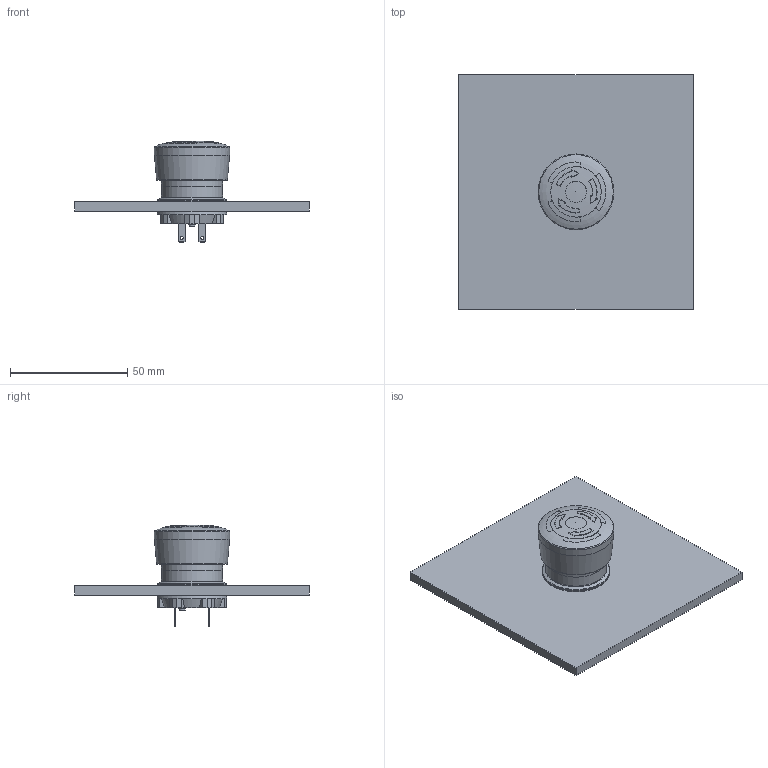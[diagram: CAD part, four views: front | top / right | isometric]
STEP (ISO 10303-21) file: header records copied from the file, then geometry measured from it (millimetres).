
FILE_DESCRIPTION(/* description */ ('Unknown'),/* implementation_level */ '2;1');
FILE_NAME(/* name */ '84-5230.0020_Rendering',/* time_stamp */ '2021-04-19T14:21:59+02:00',/* author */ ('Unknown'),/* organization */ ('Unknown'),/* preprocessor_version */ 'ST-DEVELOPER v16.7',/* originating_system */ 'DEX',/* authorisation */ $);
FILE_SCHEMA (('AUTOMOTIVE_DESIGN {1 0 10303 214 3 1 1}'));
Length unit declared in the file: millimetre
Products named in the file (20): 84-5230.0020_E-Stop Pushbutton_R_00584820; 84-5230.0020_E-Stop Pushbutton_00584279_oa_0; Gehäuse mit Weichkomponente gb,sw KNA_00584546; Gehäuse ohne Weichkomponente,gelb_00584236; Weichkomponente vom Gehäuse_00529215; Druckhaube_ro-we-ro_00586430; Schaltelement_OE_OE_KNA_00452207; Schraubring_00301237; Oeffnerkontakt_KNA_00452245; Kontaktniet_KNA_00452246; Oeffnerkontakt_KNA_00452247; Schliesserkontakt_KNA_00452258; Schliesserkontakt_KNA_00452259; Schliesser Betaetiger Compact_00575326; Betaetiger_S_KNA_00452203; Kontaktbruecke_KNA_00452268; Kontaktniet_Kontaktbruecke_KNA_00452272; Kontaktbruecke_KNA_00452274; 279308; Panel_R_D1-22_B-4mm_00584775
Assembly tree (23 placements, depth 5):
  84-5230.0020_E-Stop Pushbutton_R_00584820
    84-5230.0020_E-Stop Pushbutton_00584279_oa_0
      Gehäuse mit Weichkomponente gb,sw KNA_00584546
        Gehäuse ohne Weichkomponente,gelb_00584236
        Weichkomponente vom Gehäuse_00529215
      Druckhaube_ro-we-ro_00586430
      Schaltelement_OE_OE_KNA_00452207
      Schraubring_00301237
      Oeffnerkontakt_KNA_00452245  x2
        Kontaktniet_KNA_00452246
        Oeffnerkontakt_KNA_00452247
      Schliesserkontakt_KNA_00452258  x2
        Kontaktniet_KNA_00452246
        Schliesserkontakt_KNA_00452259
      Schliesser Betaetiger Compact_00575326
        Betaetiger_S_KNA_00452203
        Kontaktbruecke_KNA_00452268
          Kontaktniet_Kontaktbruecke_KNA_00452272  x2
          Kontaktbruecke_KNA_00452274
        279308
    Panel_R_D1-22_B-4mm_00584775
Bounding box: 100 x 100 x 43.44 mm (x, y, z)
Volume: 50076.3 mm3; surface area: 35489.8 mm2
Topology: 24 solids, 24 shells, 771 faces, 1855 edges, 1106 vertices
Faces by surface type: plane 262, cylinder 217, torus 96, bspline 83, cone 64, sphere 49
Full cylindrical faces by diameter (mm): 1.3 x5, 1.5 x8, 1.6 x9, 2.1 x1, 2.2 x4, 2.3 x1, 2.5 x1, 19.2 x2, 20.949 x7, 21 x1, 22 x2, 22.28 x4, 22.4 x1, 24.4 x2, 26 x4, 27.771 x1, 28.8 x1, 29 x1
Entity records: 23700 total; most frequent: CARTESIAN_POINT 8126, DIRECTION 3153, ORIENTED_EDGE 3074, EDGE_CURVE 1537, AXIS2_PLACEMENT_3D 1291, VERTEX_POINT 967, EDGE_LOOP 810, FACE_BOUND 810
